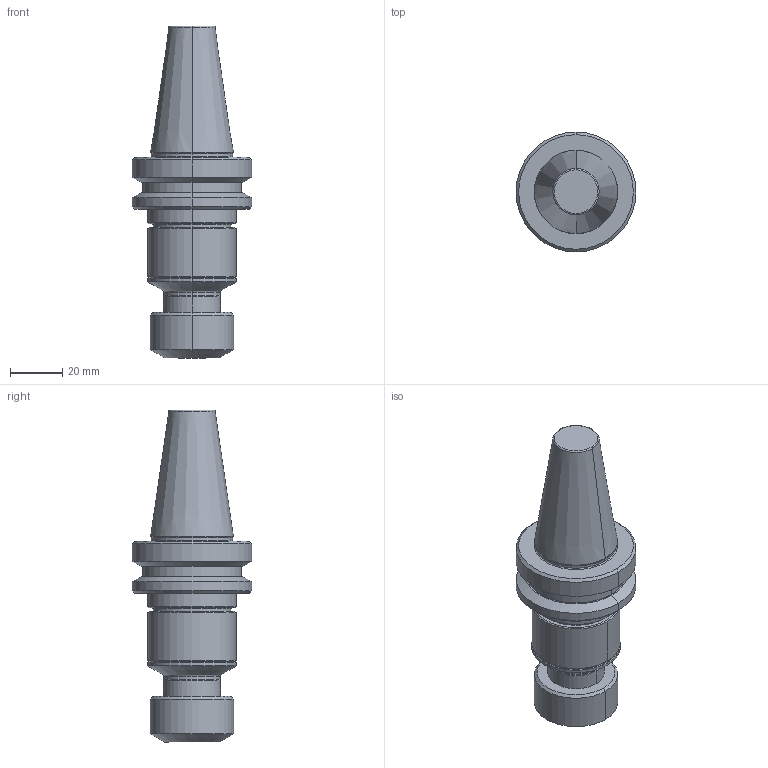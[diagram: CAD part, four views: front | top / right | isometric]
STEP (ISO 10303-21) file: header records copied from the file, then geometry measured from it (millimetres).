
FILE_DESCRIPTION (( 'STEP AP203' ), '1' );
FILE_NAME ('BT30 ER 16 079 MLC.STEP', '2019-05-25T05:34:13', ( '' ), ( '' ), 'SwSTEP 2.0', 'SolidWorks 2014', '' );
FILE_SCHEMA (( 'CONFIG_CONTROL_DESIGN' ));
Length unit declared in the file: millimetre
Products named in the file (1): BT30 ER 16 079 MLC
Bounding box: 46 x 46 x 127.4 mm (x, y, z)
Volume: 98568 mm3; surface area: 16300 mm2
Topology: 1 solids, 1 shells, 70 faces, 138 edges, 78 vertices
Faces by surface type: cone 28, cylinder 22, torus 10, plane 10
Entity records: 1871 total; most frequent: DIRECTION 368, CARTESIAN_POINT 287, ORIENTED_EDGE 276, AXIS2_PLACEMENT_3D 159, EDGE_CURVE 138, CIRCLE 88, VERTEX_POINT 78, EDGE_LOOP 78
